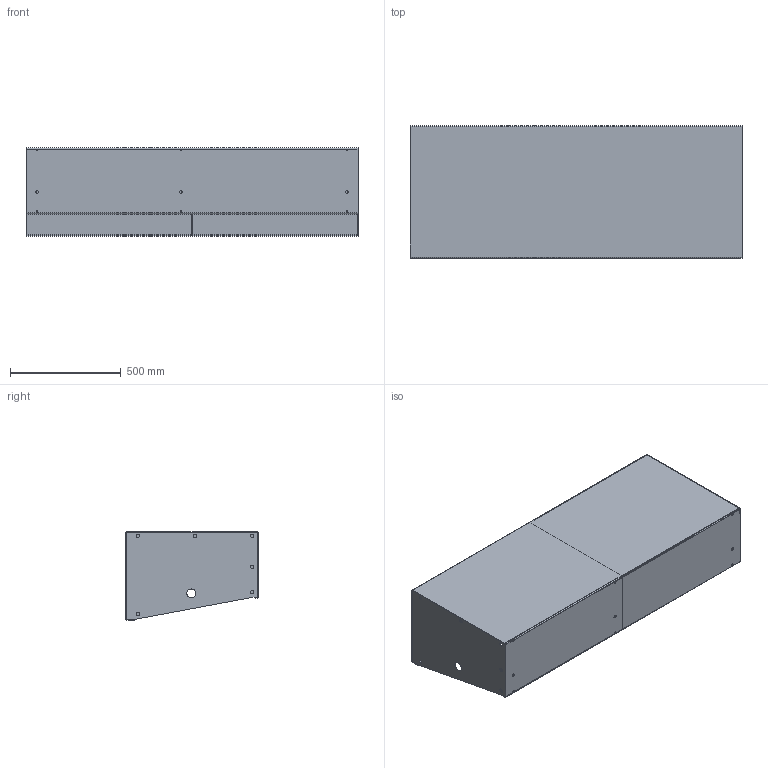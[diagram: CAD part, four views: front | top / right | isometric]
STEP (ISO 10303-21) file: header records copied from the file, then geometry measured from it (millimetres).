
FILE_DESCRIPTION (( 'STEP AP203' ), '1' );
FILE_NAME ('CRS3_600_1500_400_Wide.STEP', '2020-05-01T06:56:58', ( '' ), ( '' ), 'SwSTEP 2.0', 'SolidWorks 2019', '' );
FILE_SCHEMA (( 'CONFIG_CONTROL_DESIGN' ));
Length unit declared in the file: millimetre
Products named in the file (4): CR3_600_400 Con Wide straight; CR3_600_400 Con m Wide straight; CRS3_600_1500_400_Wide; CRS3_600_1500_400_Wall_Wide
Assembly tree (4 placements, depth 2):
  CRS3_600_1500_400_Wide
    CRS3_600_1500_400_Wall_Wide
    CR3_600_400 Con Wide straight  x2
    CR3_600_400 Con m Wide straight
Bounding box: 1500 x 600 x 400 mm (x, y, z)
Volume: 7825581.4 mm3; surface area: 5254510.7 mm2
Topology: 4 solids, 4 shells, 122 faces, 316 edges, 196 vertices
Faces by surface type: plane 66, cylinder 56
Entity records: 3374 total; most frequent: DIRECTION 534, CARTESIAN_POINT 495, ORIENTED_EDGE 488, EDGE_CURVE 244, AXIS2_PLACEMENT_3D 187, VECTOR 160, LINE 160, VERTEX_POINT 148
